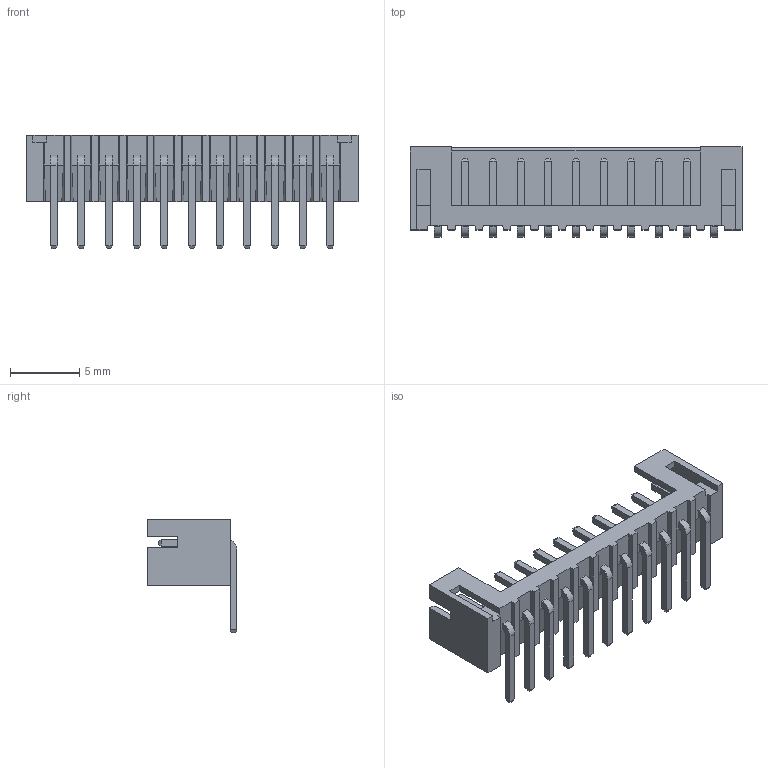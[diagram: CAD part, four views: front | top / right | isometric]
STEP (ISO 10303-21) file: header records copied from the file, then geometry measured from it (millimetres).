
FILE_DESCRIPTION(('STEP AP214'), '1');
FILE_NAME('DS1066', '2019-04-17T17:28:26', ('Nobody'), (''), 'ASCON STEP Converter 1.3', 'ASCON Math Kernel', '');
FILE_SCHEMA(('AUTOMOTIVE_DESIGN { 1 0 10303 214 3 1 1}'));
Length unit declared in the file: millimetre
Assembly tree (12 placements, depth 2):
  (unnamed)
    (unnamed)
    (unnamed)  x11
Bounding box: 24 x 6.5 x 8.2 mm (x, y, z)
Volume: 246.2 mm3; surface area: 950 mm2
Topology: 12 solids, 12 shells, 288 faces, 712 edges, 444 vertices
Faces by surface type: plane 266, cylinder 22
Entity records: 4738 total; most frequent: CARTESIAN_POINT 637, ORIENTED_EDGE 624, DIRECTION 558, EDGE_CURVE 312, LINE 308, VECTOR 308, VERTEX_POINT 204, AXIS2_PLACEMENT_3D 125
